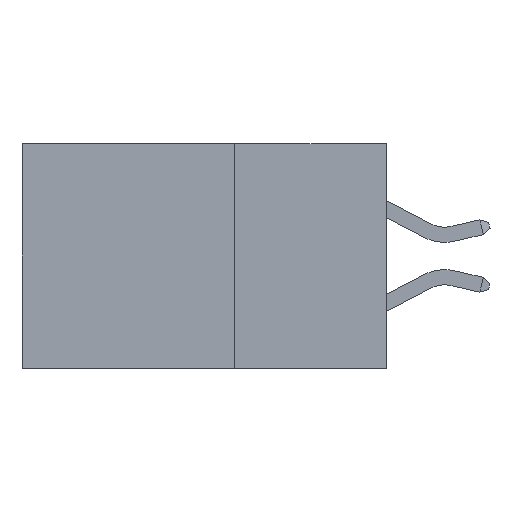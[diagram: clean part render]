
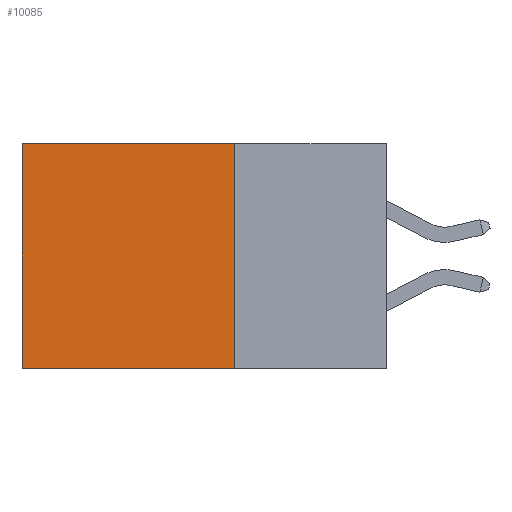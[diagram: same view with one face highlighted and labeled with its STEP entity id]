
A CAD part, left-side view. The second image highlights one B-rep face of the part: STEP entity #10085.
In plain terms, the highlighted planar face has unit normal (-1, 0, 0).
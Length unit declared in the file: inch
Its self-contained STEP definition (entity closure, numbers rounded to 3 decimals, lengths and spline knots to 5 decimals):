
#72 = CARTESIAN_POINT ( 'NONE',  ( 0.298, 0.25, 0. ) ) ;
#1258 = CARTESIAN_POINT ( 'NONE',  ( 0.298, 0.6, 0. ) ) ;
#2208 = FACE_OUTER_BOUND ( 'NONE', #8051, .T. ) ;
#4108 = DIRECTION ( 'NONE',  ( 0., 0., -1. ) ) ;
#4179 = VECTOR ( 'NONE', #6850, 39.37008 ) ;
#5349 = ORIENTED_EDGE ( 'NONE', *, *, #20988, .F. ) ;
#6850 = DIRECTION ( 'NONE',  ( 0., 0., -1. ) ) ;
#7301 = VERTEX_POINT ( 'NONE', #8321 ) ;
#8051 = EDGE_LOOP ( 'NONE', ( #12226, #5349, #22321, #11828 ) ) ;
#8321 = CARTESIAN_POINT ( 'NONE',  ( 0.298, 0.25, 0. ) ) ;
#8582 = VECTOR ( 'NONE', #10601, 39.37008 ) ;
#9356 = VECTOR ( 'NONE', #21875, 39.37008 ) ;
#10085 = ADVANCED_FACE ( 'NONE', ( #2208 ), #23359, .F. ) ;
#10537 = DIRECTION ( 'NONE',  ( 0., 1., 0. ) ) ;
#10601 = DIRECTION ( 'NONE',  ( 0., 0., -1. ) ) ;
#11726 = VERTEX_POINT ( 'NONE', #17182 ) ;
#11828 = ORIENTED_EDGE ( 'NONE', *, *, #16944, .T. ) ;
#12226 = ORIENTED_EDGE ( 'NONE', *, *, #17532, .T. ) ;
#12957 = VERTEX_POINT ( 'NONE', #21139 ) ;
#13811 = LINE ( 'NONE', #20179, #8582 ) ;
#15887 = DIRECTION ( 'NONE',  ( 1., 0., 0. ) ) ;
#16802 = VERTEX_POINT ( 'NONE', #1258 ) ;
#16894 = LINE ( 'NONE', #20125, #21287 ) ;
#16944 = EDGE_CURVE ( 'NONE', #7301, #16802, #16894, .T. ) ;
#17182 = CARTESIAN_POINT ( 'NONE',  ( 0.298, 0.25, -0.37 ) ) ;
#17532 = EDGE_CURVE ( 'NONE', #16802, #12957, #13811, .T. ) ;
#19641 = EDGE_CURVE ( 'NONE', #7301, #11726, #19729, .T. ) ;
#19729 = LINE ( 'NONE', #20416, #4179 ) ;
#20000 = CARTESIAN_POINT ( 'NONE',  ( 0.298, 0.25, -0.37 ) ) ;
#20125 = CARTESIAN_POINT ( 'NONE',  ( 0.298, 0.25, 0. ) ) ;
#20179 = CARTESIAN_POINT ( 'NONE',  ( 0.298, 0.6, 0. ) ) ;
#20416 = CARTESIAN_POINT ( 'NONE',  ( 0.298, 0.25, 0. ) ) ;
#20988 = EDGE_CURVE ( 'NONE', #11726, #12957, #24564, .T. ) ;
#21069 = AXIS2_PLACEMENT_3D ( 'NONE', #72, #15887, #4108 ) ;
#21139 = CARTESIAN_POINT ( 'NONE',  ( 0.298, 0.6, -0.37 ) ) ;
#21287 = VECTOR ( 'NONE', #10537, 39.37008 ) ;
#21875 = DIRECTION ( 'NONE',  ( 0., 1., 0. ) ) ;
#22321 = ORIENTED_EDGE ( 'NONE', *, *, #19641, .F. ) ;
#23359 = PLANE ( 'NONE',  #21069 ) ;
#24564 = LINE ( 'NONE', #20000, #9356 ) ;
